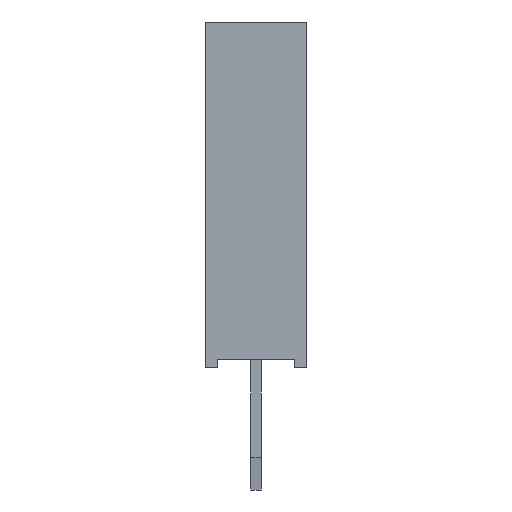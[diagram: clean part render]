
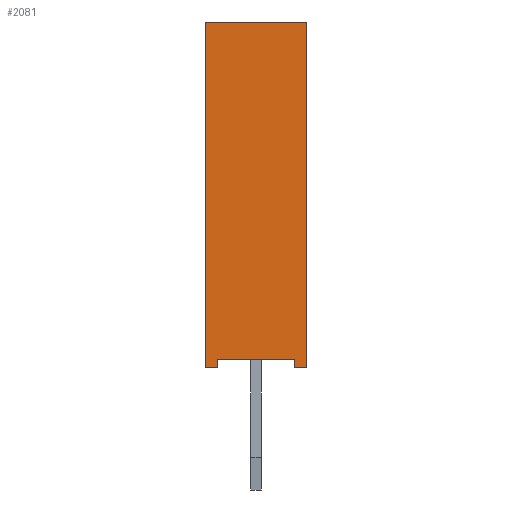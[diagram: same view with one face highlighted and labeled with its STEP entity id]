
A CAD part, left-side view. The second image highlights one B-rep face of the part: STEP entity #2081.
In plain terms, the highlighted planar face has unit normal (-1, 0, 0).
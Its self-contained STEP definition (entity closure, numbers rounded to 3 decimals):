
#159=FACE_OUTER_BOUND('',#269,.T.);
#269=EDGE_LOOP('',(#1416,#1417,#1418,#1419,#1420,#1421,#1422,#1423));
#401=LINE('',#3004,#658);
#402=LINE('',#3006,#659);
#403=LINE('',#3008,#660);
#404=LINE('',#3010,#661);
#405=LINE('',#3012,#662);
#406=LINE('',#3014,#663);
#407=LINE('',#3016,#664);
#408=LINE('',#3017,#665);
#658=VECTOR('',#2406,10.);
#659=VECTOR('',#2407,10.);
#660=VECTOR('',#2408,10.);
#661=VECTOR('',#2409,10.);
#662=VECTOR('',#2410,10.);
#663=VECTOR('',#2411,10.);
#664=VECTOR('',#2412,10.);
#665=VECTOR('',#2413,10.);
#910=VERTEX_POINT('',#3002);
#911=VERTEX_POINT('',#3003);
#912=VERTEX_POINT('',#3005);
#913=VERTEX_POINT('',#3007);
#914=VERTEX_POINT('',#3009);
#915=VERTEX_POINT('',#3011);
#916=VERTEX_POINT('',#3013);
#917=VERTEX_POINT('',#3015);
#1107=EDGE_CURVE('',#910,#911,#401,.T.);
#1108=EDGE_CURVE('',#912,#910,#402,.T.);
#1109=EDGE_CURVE('',#913,#912,#403,.T.);
#1110=EDGE_CURVE('',#914,#913,#404,.T.);
#1111=EDGE_CURVE('',#915,#914,#405,.T.);
#1112=EDGE_CURVE('',#916,#915,#406,.T.);
#1113=EDGE_CURVE('',#917,#916,#407,.T.);
#1114=EDGE_CURVE('',#911,#917,#408,.T.);
#1416=ORIENTED_EDGE('',*,*,#1107,.F.);
#1417=ORIENTED_EDGE('',*,*,#1108,.F.);
#1418=ORIENTED_EDGE('',*,*,#1109,.F.);
#1419=ORIENTED_EDGE('',*,*,#1110,.F.);
#1420=ORIENTED_EDGE('',*,*,#1111,.F.);
#1421=ORIENTED_EDGE('',*,*,#1112,.F.);
#1422=ORIENTED_EDGE('',*,*,#1113,.F.);
#1423=ORIENTED_EDGE('',*,*,#1114,.F.);
#1993=PLANE('',#2206);
#2081=ADVANCED_FACE('',(#159),#1993,.F.);
#2206=AXIS2_PLACEMENT_3D('',#3001,#2404,#2405);
#2404=DIRECTION('center_axis',(1.,0.,0.));
#2405=DIRECTION('ref_axis',(0.,0.,-1.));
#2406=DIRECTION('',(0.,0.,-1.));
#2407=DIRECTION('',(0.,-1.,0.));
#2408=DIRECTION('',(0.,0.,-1.));
#2409=DIRECTION('',(0.,1.,0.));
#2410=DIRECTION('',(0.,0.,-1.));
#2411=DIRECTION('',(0.,-1.,0.));
#2412=DIRECTION('',(0.,0.,1.));
#2413=DIRECTION('',(0.,1.,0.));
#3001=CARTESIAN_POINT('Origin',(-1.47,-5.901,-0.016));
#3002=CARTESIAN_POINT('',(-1.47,-8.5,-0.95));
#3003=CARTESIAN_POINT('',(-1.47,-8.5,-1.25));
#3004=CARTESIAN_POINT('',(-1.47,-8.5,-0.008));
#3005=CARTESIAN_POINT('',(-1.47,-8.3,-0.95));
#3006=CARTESIAN_POINT('',(-1.47,-7.2,-0.95));
#3007=CARTESIAN_POINT('',(-1.47,-8.3,0.95));
#3008=CARTESIAN_POINT('',(-1.47,-8.3,-0.483));
#3009=CARTESIAN_POINT('',(-1.47,-8.5,0.95));
#3010=CARTESIAN_POINT('',(-1.47,-7.1,0.95));
#3011=CARTESIAN_POINT('',(-1.47,-8.5,1.25));
#3012=CARTESIAN_POINT('',(-1.47,-8.5,-0.008));
#3013=CARTESIAN_POINT('',(-1.47,0.,1.25));
#3014=CARTESIAN_POINT('',(-1.47,-2.95,1.25));
#3015=CARTESIAN_POINT('',(-1.47,0.,-1.25));
#3016=CARTESIAN_POINT('',(-1.47,0.,-0.008));
#3017=CARTESIAN_POINT('',(-1.47,-2.95,-1.25));
